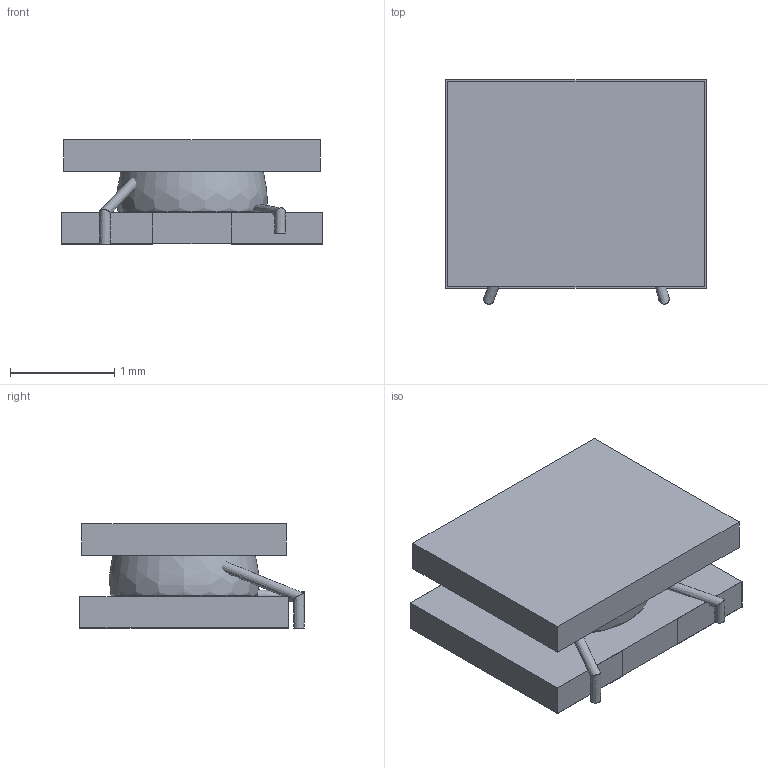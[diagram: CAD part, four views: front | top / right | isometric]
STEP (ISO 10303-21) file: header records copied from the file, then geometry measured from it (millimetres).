
FILE_DESCRIPTION(/* description */ (''),/* implementation_level */ '2;1');
FILE_NAME(/* name */ '252010',/* time_stamp */ '2014-05-08T14:52:09+08:00',/* author */ (''),/* organization */ (''),/* preprocessor_version */ 'ST-DEVELOPER v9',/* originating_system */ 'UGS - NX 4.0',/* authorisation */ '');
FILE_SCHEMA (('CONFIG_CONTROL_DESIGN'));
Length unit declared in the file: millimetre
Products named in the file (1): Admi42AE8s1p
Bounding box: 2.5 x 2.15 x 1 mm (x, y, z)
Volume: 3.8 mm3; surface area: 42.3 mm2
Topology: 9 solids, 9 shells, 60 faces, 116 edges, 76 vertices
Faces by surface type: plane 52, bspline 6, cylinder 1, revolution 1
Full cylindrical faces by diameter (mm): 0.75 x1
Entity records: 2006 total; most frequent: CARTESIAN_POINT 773, DIRECTION 217, ORIENTED_EDGE 214, EDGE_CURVE 107, LINE 96, VECTOR 96, VERTEX_POINT 75, EDGE_LOOP 70
